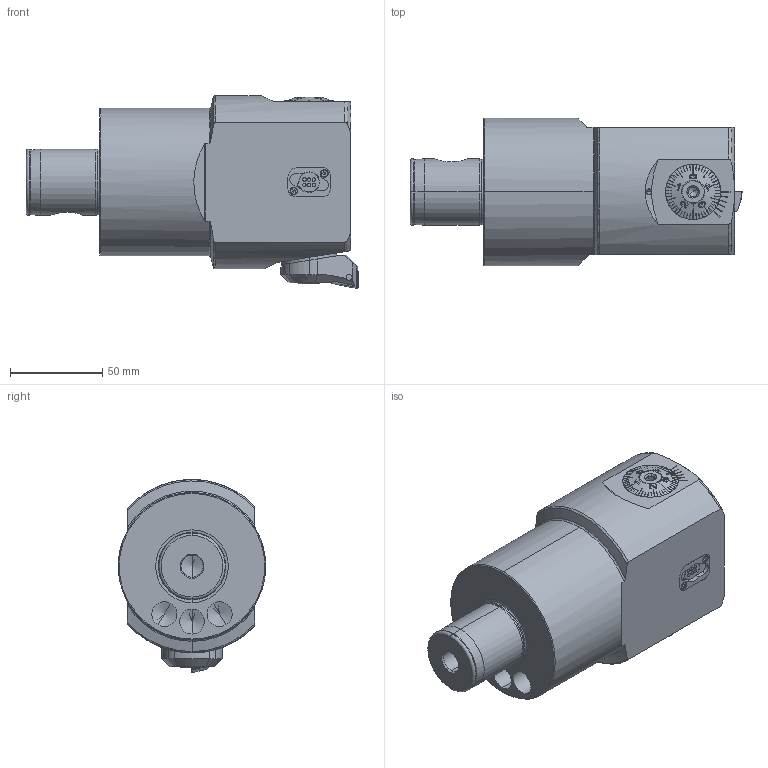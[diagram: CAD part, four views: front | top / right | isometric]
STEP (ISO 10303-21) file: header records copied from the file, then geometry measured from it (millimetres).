
FILE_DESCRIPTION (( 'STEP AP214' ), '1' );
FILE_NAME ('C05.080.116.140.STEP', '2017-04-18T08:26:36', ( 'SWIAdmin' ), ( 'Hewlett-Packard Company' ), 'SwSTEP 2.0', 'SolidWorks 2015', '' );
FILE_SCHEMA (( 'AUTOMOTIVE_DESIGN' ));
Length unit declared in the file: millimetre
Products named in the file (27): ISO 4762 - M2 x 6; PEF-DA1.010.032_A; PEF-DA1.011.017_A; Fxx-BG7.DA1.0xx_A_F72; Klebstoff D10; ISO 4026 - M10 x 16; A55-BG3.011.033_A_gek〉zt; F94-BG1.DA2.030; F55-ER1.101.016_A; Fxx-MAB.xxx.xxx_A_F94; F55-WCB.001.013; DIN 3771 - 25x1.5; WCB-ER2.001.009_A; F94-BG2.015.024_B; CCMT09T304; F94-BG2.014.024_B; F55-WCB.001.013_D_fertigbearbeitet; A55-BG2.011.016_D; WH8-F94.DA1.140_B; A55-BG2.012.006_B; A55-BG2.013.005_C; C05.080.116.140; F94-BG1.DA3.030; F55-BG1.012.012_A; F94-BG1.DA1.030_B; Fxx-BG7.DA2.0xx_F72; DIN 3771 - 13x1
Assembly tree (31 placements, depth 4):
  C05.080.116.140
    WH8-F94.DA1.140_B
    F55-WCB.001.013
      F55-WCB.001.013_D_fertigbearbeitet
      CCMT09T304
      WCB-ER2.001.009_A
    F55-ER1.101.016_A
    A55-BG3.011.033_A_gek〉zt
    ISO 4026 - M10 x 16
    WCB-ER2.001.009_A
    Klebstoff D10
    Fxx-BG7.DA2.0xx_F72
      Fxx-BG7.DA1.0xx_A_F72
      PEF-DA1.011.017_A
      PEF-DA1.010.032_A
      ISO 4762 - M2 x 6  x2
      DIN 3771 - 13x1
    DIN 3771 - 13x1
    F94-BG1.DA2.030
      F94-BG1.DA3.030
        F94-BG1.DA1.030_B
        F55-BG1.012.012_A
      A55-BG2.013.005_C
      A55-BG2.012.006_B
      F94-BG2.015.024_B
        A55-BG2.011.016_D
        F94-BG2.014.024_B
      DIN 3771 - 25x1.5
      Fxx-MAB.xxx.xxx_A_F94
    ISO 4762 - M2 x 6  x2
Bounding box: 180 x 80 x 104.6 mm (x, y, z)
Volume: 727835.7 mm3; surface area: 106260.9 mm2
Topology: 28 solids, 28 shells, 1169 faces, 2951 edges, 1837 vertices
Faces by surface type: plane 480, cylinder 275, cone 251, torus 112, bspline 47, sphere 4
Entity records: 40310 total; most frequent: CARTESIAN_POINT 10752, ORIENTED_EDGE 5278, DIRECTION 4905, EDGE_CURVE 2639, AXIS2_PLACEMENT_3D 1908, VERTEX_POINT 1674, EDGE_LOOP 1121, LINE 1089
